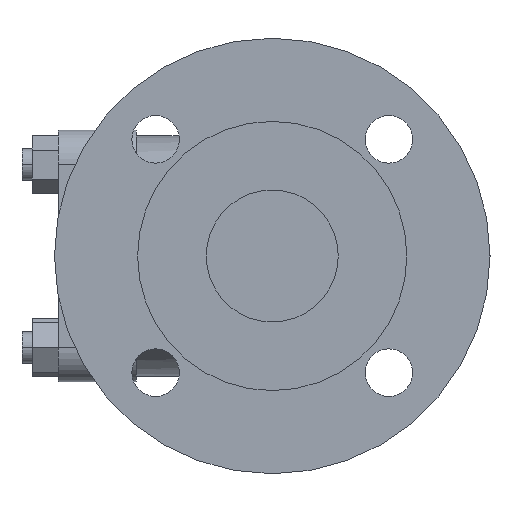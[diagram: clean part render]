
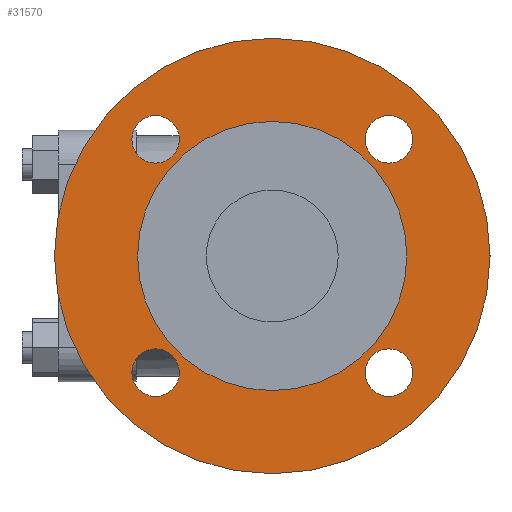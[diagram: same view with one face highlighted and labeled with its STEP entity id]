
A CAD part, left-side view. The second image highlights one B-rep face of the part: STEP entity #31570.
In plain terms, the highlighted planar face has unit normal (-1, 0, 0).
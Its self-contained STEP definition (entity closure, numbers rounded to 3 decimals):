
#8050=CARTESIAN_POINT('',(3.,0.,82.5));
#8060=VERTEX_POINT('',#8050);
#8220=CARTESIAN_POINT('',(3.,0.,-82.5));
#8230=VERTEX_POINT('',#8220);
#8260=CARTESIAN_POINT('',(3.,0.,0.));
#8270=DIRECTION('',(1.,0.,0.));
#8280=DIRECTION('',(0.,0.,-1.));
#8290=AXIS2_PLACEMENT_3D('',#8260,#8270,#8280);
#8300=CIRCLE('',#8290,82.5);
#8310=EDGE_CURVE('',#8060,#8230,#8300,.T.);
#8470=CARTESIAN_POINT('',(3.,44.194,-35.194));
#8480=VERTEX_POINT('',#8470);
#8640=CARTESIAN_POINT('',(3.,44.194,-53.194));
#8650=VERTEX_POINT('',#8640);
#8680=CARTESIAN_POINT('',(3.,44.194,-44.194));
#8690=DIRECTION('',(-1.,0.,0.));
#8700=DIRECTION('',(0.,0.,-1.));
#8710=AXIS2_PLACEMENT_3D('',#8680,#8690,#8700);
#8720=CIRCLE('',#8710,9.);
#8730=EDGE_CURVE('',#8480,#8650,#8720,.T.);
#8890=CARTESIAN_POINT('',(3.,-44.194,-35.194));
#8900=VERTEX_POINT('',#8890);
#8930=CARTESIAN_POINT('',(3.,-44.194,-44.194));
#8940=DIRECTION('',(-1.,0.,0.));
#8950=DIRECTION('',(0.,0.,-1.));
#8960=AXIS2_PLACEMENT_3D('',#8930,#8940,#8950);
#8970=CIRCLE('',#8960,9.);
#8980=CARTESIAN_POINT('',(3.,-44.194,-53.194));
#8990=VERTEX_POINT('',#8980);
#9000=EDGE_CURVE('',#8990,#8900,#8970,.T.);
#9310=CARTESIAN_POINT('',(3.,-44.194,53.194));
#9320=VERTEX_POINT('',#9310);
#9480=CARTESIAN_POINT('',(3.,-44.194,35.194));
#9490=VERTEX_POINT('',#9480);
#9520=CARTESIAN_POINT('',(3.,-44.194,44.194));
#9530=DIRECTION('',(-1.,0.,0.));
#9540=DIRECTION('',(0.,0.,-1.));
#9550=AXIS2_PLACEMENT_3D('',#9520,#9530,#9540);
#9560=CIRCLE('',#9550,9.);
#9570=EDGE_CURVE('',#9320,#9490,#9560,.T.);
#9730=CARTESIAN_POINT('',(3.,44.194,53.194));
#9740=VERTEX_POINT('',#9730);
#9900=CARTESIAN_POINT('',(3.,44.194,35.194));
#9910=VERTEX_POINT('',#9900);
#9940=CARTESIAN_POINT('',(3.,44.194,44.194));
#9950=DIRECTION('',(-1.,0.,0.));
#9960=DIRECTION('',(0.,0.,-1.));
#9970=AXIS2_PLACEMENT_3D('',#9940,#9950,#9960);
#9980=CIRCLE('',#9970,9.);
#9990=EDGE_CURVE('',#9740,#9910,#9980,.T.);
#10150=CARTESIAN_POINT('',(3.,-51.,0.));
#10160=VERTEX_POINT('',#10150);
#10320=CARTESIAN_POINT('',(3.,51.,0.));
#10330=VERTEX_POINT('',#10320);
#10360=CARTESIAN_POINT('',(3.,0.,0.));
#10370=DIRECTION('',(-1.,0.,0.));
#10380=DIRECTION('',(0.,1.,0.));
#10390=AXIS2_PLACEMENT_3D('',#10360,#10370,#10380);
#10400=CIRCLE('',#10390,51.);
#10410=EDGE_CURVE('',#10160,#10330,#10400,.T.);
#31220=CARTESIAN_POINT('',(3.,66.75,0.));
#31230=DIRECTION('',(1.,0.,0.));
#31240=DIRECTION('',(0.,-1.,0.));
#31250=AXIS2_PLACEMENT_3D('',#31220,#31230,#31240);
#31260=PLANE('',#31250);
#31270=EDGE_CURVE('',#8650,#8480,#8720,.T.);
#31280=ORIENTED_EDGE('',*,*,#31270,.F.);
#31290=ORIENTED_EDGE('',*,*,#8730,.F.);
#31300=EDGE_LOOP('',(#31290,#31280));
#31310=FACE_BOUND('',#31300,.T.);
#31320=EDGE_CURVE('',#8900,#8990,#8970,.T.);
#31330=ORIENTED_EDGE('',*,*,#31320,.F.);
#31340=ORIENTED_EDGE('',*,*,#9000,.F.);
#31350=EDGE_LOOP('',(#31340,#31330));
#31360=FACE_BOUND('',#31350,.T.);
#31370=EDGE_CURVE('',#9490,#9320,#9560,.T.);
#31380=ORIENTED_EDGE('',*,*,#31370,.F.);
#31390=ORIENTED_EDGE('',*,*,#9570,.F.);
#31400=EDGE_LOOP('',(#31390,#31380));
#31410=FACE_BOUND('',#31400,.T.);
#31420=EDGE_CURVE('',#9910,#9740,#9980,.T.);
#31430=ORIENTED_EDGE('',*,*,#31420,.F.);
#31440=ORIENTED_EDGE('',*,*,#9990,.F.);
#31450=EDGE_LOOP('',(#31440,#31430));
#31460=FACE_BOUND('',#31450,.T.);
#31470=EDGE_CURVE('',#8230,#8060,#8300,.T.);
#31480=ORIENTED_EDGE('',*,*,#31470,.F.);
#31490=ORIENTED_EDGE('',*,*,#8310,.F.);
#31500=EDGE_LOOP('',(#31490,#31480));
#31510=FACE_OUTER_BOUND('',#31500,.T.);
#31520=EDGE_CURVE('',#10330,#10160,#10400,.T.);
#31530=ORIENTED_EDGE('',*,*,#31520,.F.);
#31540=ORIENTED_EDGE('',*,*,#10410,.F.);
#31550=EDGE_LOOP('',(#31540,#31530));
#31560=FACE_BOUND('',#31550,.T.);
#31570=ADVANCED_FACE('',(#31310,#31360,#31410,#31460,#31510,#31560),
#31260,.F.);
